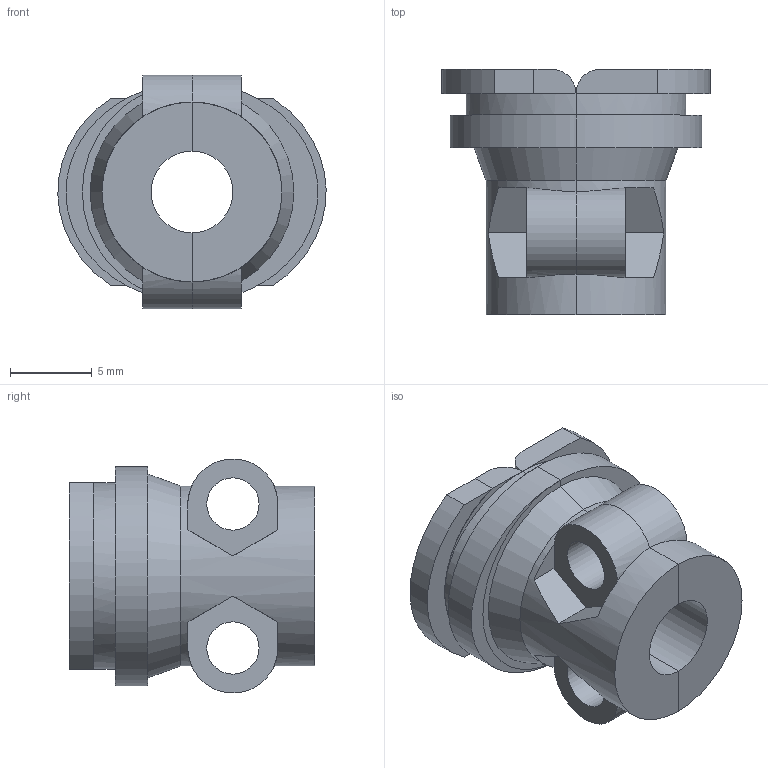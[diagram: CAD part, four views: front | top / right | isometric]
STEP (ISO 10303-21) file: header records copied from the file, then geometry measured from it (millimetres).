
FILE_DESCRIPTION(/* description */ (''),/* implementation_level */ '2;1');
FILE_NAME(/* name */ 'OBS-Display-A-003_Zugentlastung_v0.1.0.stp',/* time_stamp */ '2021-04-29T22:51:28+02:00',/* author */ ('hpcthobs'),/* organization */ (''),/* preprocessor_version */ 'ST-DEVELOPER v18.1',/* originating_system */ 'Autodesk Inventor 2021',/* authorisation */ '');
FILE_SCHEMA (('AUTOMOTIVE_DESIGN { 1 0 10303 214 3 1 1 }'));
Length unit declared in the file: millimetre
Products named in the file (1): OBS-Display-A-003_Zugentlastung_v0.1.0
Bounding box: 16.39 x 15 x 14.3 mm (x, y, z)
Volume: 1131.2 mm3; surface area: 1794.4 mm2
Topology: 3 solids, 3 shells, 80 faces, 237 edges, 183 vertices
Faces by surface type: plane 51, cylinder 22, bspline 5, cone 2
Full cylindrical faces by diameter (mm): 3.2 x4
Entity records: 2777 total; most frequent: CARTESIAN_POINT 604, DIRECTION 448, ORIENTED_EDGE 420, EDGE_CURVE 210, AXIS2_PLACEMENT_3D 158, VERTEX_POINT 134, LINE 132, VECTOR 132
